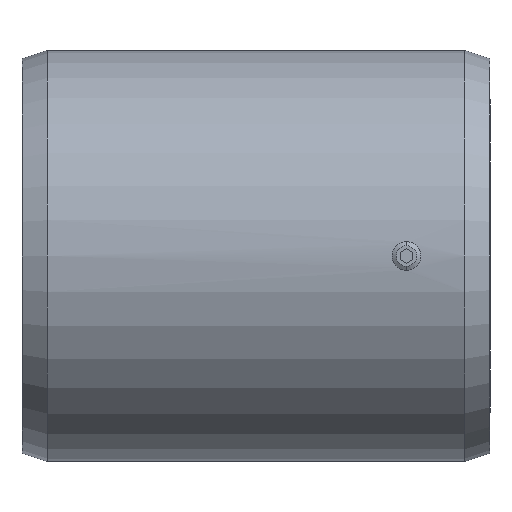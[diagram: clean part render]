
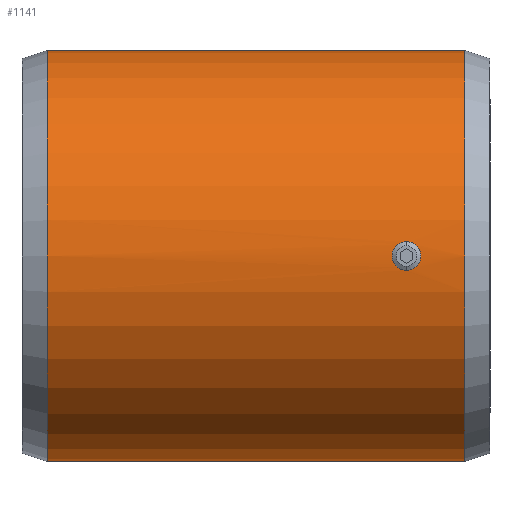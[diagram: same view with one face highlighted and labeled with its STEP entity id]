
A CAD part, front view. The second image highlights one B-rep face of the part: STEP entity #1141.
In plain terms, the highlighted cylindrical face has radius 24.606 mm (diameter 49.213 mm), a partial arc.
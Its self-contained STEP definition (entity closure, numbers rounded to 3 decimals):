
#7 = FACE_BOUND ( 'NONE', #207, .T. ) ;
#12 = CARTESIAN_POINT ( 'NONE',  ( 16.273, -24.606, 0.111 ) ) ;
#23 = DIRECTION ( 'NONE',  ( 0., 0., 1. ) ) ;
#32 = CARTESIAN_POINT ( 'NONE',  ( 18., -24.546, 1.727 ) ) ;
#83 = ORIENTED_EDGE ( 'NONE', *, *, #1160, .T. ) ;
#99 = CARTESIAN_POINT ( 'NONE',  ( 25., 0., -24.606 ) ) ;
#110 = CARTESIAN_POINT ( 'NONE',  ( 16.697, -24.58, 1.14 ) ) ;
#112 = ORIENTED_EDGE ( 'NONE', *, *, #444, .T. ) ;
#114 = AXIS2_PLACEMENT_3D ( 'NONE', #378, #1206, #689 ) ;
#115 = VERTEX_POINT ( 'NONE', #467 ) ;
#123 = CARTESIAN_POINT ( 'NONE',  ( 16.447, -24.595, 0.764 ) ) ;
#133 = CARTESIAN_POINT ( 'NONE',  ( 19.682, -24.603, 0.454 ) ) ;
#136 = CARTESIAN_POINT ( 'NONE',  ( 16.858, -24.572, 1.301 ) ) ;
#152 = CARTESIAN_POINT ( 'NONE',  ( 19.053, -24.568, 1.374 ) ) ;
#179 = CARTESIAN_POINT ( 'NONE',  ( 17.774, -24.546, -1.716 ) ) ;
#191 = CARTESIAN_POINT ( 'NONE',  ( 17.886, -24.546, -1.727 ) ) ;
#201 = CARTESIAN_POINT ( 'NONE',  ( 18., -24.546, 1.727 ) ) ;
#207 = EDGE_LOOP ( 'NONE', ( #83, #282 ) ) ;
#208 = CARTESIAN_POINT ( 'NONE',  ( 17.443, -24.552, -1.639 ) ) ;
#209 = EDGE_CURVE ( 'NONE', #763, #621, #1258, .T. ) ;
#213 = CARTESIAN_POINT ( 'NONE',  ( 28., 0., -24.606 ) ) ;
#227 = CARTESIAN_POINT ( 'NONE',  ( 16.361, -24.6, 0.555 ) ) ;
#228 = CARTESIAN_POINT ( 'NONE',  ( -25., 0., 24.606 ) ) ;
#233 = CARTESIAN_POINT ( 'NONE',  ( 17.234, -24.557, -1.552 ) ) ;
#236 = CARTESIAN_POINT ( 'NONE',  ( 25., 0., 0. ) ) ;
#252 = CARTESIAN_POINT ( 'NONE',  ( 19.716, -24.605, -0.226 ) ) ;
#273 = EDGE_CURVE ( 'NONE', #1062, #621, #1034, .T. ) ;
#274 = EDGE_CURVE ( 'NONE', #472, #763, #943, .T. ) ;
#279 = ORIENTED_EDGE ( 'NONE', *, *, #209, .T. ) ;
#282 = ORIENTED_EDGE ( 'NONE', *, *, #376, .T. ) ;
#306 = DIRECTION ( 'NONE',  ( -1., 0., 0. ) ) ;
#309 = VECTOR ( 'NONE', #1044, 1000. ) ;
#332 = CARTESIAN_POINT ( 'NONE',  ( 19.553, -24.595, -0.764 ) ) ;
#334 = CARTESIAN_POINT ( 'NONE',  ( 17.547, -24.549, 1.682 ) ) ;
#337 = CARTESIAN_POINT ( 'NONE',  ( 19.374, -24.584, -1.053 ) ) ;
#350 = CARTESIAN_POINT ( 'NONE',  ( 19.381, -24.584, 1.062 ) ) ;
#363 = CARTESIAN_POINT ( 'NONE',  ( 25., 0., 24.606 ) ) ;
#376 = EDGE_CURVE ( 'NONE', #115, #969, #1311, .T. ) ;
#378 = CARTESIAN_POINT ( 'NONE',  ( 28., 0., 0. ) ) ;
#404 = CARTESIAN_POINT ( 'NONE',  ( 16.858, -24.572, -1.301 ) ) ;
#411 = CARTESIAN_POINT ( 'NONE',  ( 16.318, -24.603, -0.454 ) ) ;
#432 = CARTESIAN_POINT ( 'NONE',  ( 18.865, -24.561, 1.499 ) ) ;
#444 = EDGE_CURVE ( 'NONE', #1062, #472, #695, .T. ) ;
#459 = ORIENTED_EDGE ( 'NONE', *, *, #273, .F. ) ;
#460 = CARTESIAN_POINT ( 'NONE',  ( -25., 0., 0. ) ) ;
#465 = ORIENTED_EDGE ( 'NONE', *, *, #274, .T. ) ;
#467 = CARTESIAN_POINT ( 'NONE',  ( 18., -24.546, 1.727 ) ) ;
#472 = VERTEX_POINT ( 'NONE', #363 ) ;
#518 = CARTESIAN_POINT ( 'NONE',  ( 18.766, -24.557, -1.552 ) ) ;
#523 = CARTESIAN_POINT ( 'NONE',  ( 17.553, -24.549, -1.672 ) ) ;
#529 = CARTESIAN_POINT ( 'NONE',  ( 16.947, -24.568, -1.374 ) ) ;
#532 = CARTESIAN_POINT ( 'NONE',  ( 18.766, -24.557, 1.552 ) ) ;
#540 = AXIS2_PLACEMENT_3D ( 'NONE', #460, #993, #1109 ) ;
#548 = CARTESIAN_POINT ( 'NONE',  ( 19.727, -24.606, 0.227 ) ) ;
#621 = VERTEX_POINT ( 'NONE', #717 ) ;
#641 = CARTESIAN_POINT ( 'NONE',  ( 18.447, -24.549, 1.672 ) ) ;
#642 = B_SPLINE_CURVE_WITH_KNOTS ( 'NONE', 3,
 ( #1103, #191, #179, #523, #208, #233, #826, #529, #404, #1140, #952, #411, #1052, #12, #1266, #1240, #227, #123, #945, #1057, #110, #136, #832, #1247, #1156, #334, #644, #32 ),
 .UNSPECIFIED., .F., .F.,
 ( 4, 2, 2, 2, 2, 2, 2, 2, 2, 2, 2, 2, 2, 4 ),
 ( 0., 0., 0.001, 0.001, 0.001, 0.002, 0.003, 0.003, 0.003, 0.004, 0.004, 0.004, 0.005, 0.005 ),
 .UNSPECIFIED. ) ;
#644 = CARTESIAN_POINT ( 'NONE',  ( 17.772, -24.546, 1.727 ) ) ;
#646 = DIRECTION ( 'NONE',  ( -1., 0., 0. ) ) ;
#655 = CARTESIAN_POINT ( 'NONE',  ( 19.142, -24.572, 1.301 ) ) ;
#689 = DIRECTION ( 'NONE',  ( 0., 0., 1. ) ) ;
#695 = CIRCLE ( 'NONE', #824, 24.606 ) ;
#716 = CYLINDRICAL_SURFACE ( 'NONE', #114, 24.606 ) ;
#717 = CARTESIAN_POINT ( 'NONE',  ( -25., 0., -24.606 ) ) ;
#742 = CARTESIAN_POINT ( 'NONE',  ( 18.557, -24.552, 1.639 ) ) ;
#748 = CARTESIAN_POINT ( 'NONE',  ( 19.142, -24.572, -1.301 ) ) ;
#754 = CARTESIAN_POINT ( 'NONE',  ( 18.453, -24.549, -1.682 ) ) ;
#763 = VERTEX_POINT ( 'NONE', #228 ) ;
#766 = CARTESIAN_POINT ( 'NONE',  ( 19.727, -24.606, -0.111 ) ) ;
#795 = EDGE_LOOP ( 'NONE', ( #459, #112, #465, #279 ) ) ;
#824 = AXIS2_PLACEMENT_3D ( 'NONE', #236, #646, #23 ) ;
#826 = CARTESIAN_POINT ( 'NONE',  ( 17.135, -24.561, -1.499 ) ) ;
#829 = CARTESIAN_POINT ( 'NONE',  ( 28., 0., 24.606 ) ) ;
#832 = CARTESIAN_POINT ( 'NONE',  ( 16.946, -24.568, 1.373 ) ) ;
#837 = CARTESIAN_POINT ( 'NONE',  ( 19.672, -24.602, -0.447 ) ) ;
#852 = CARTESIAN_POINT ( 'NONE',  ( 19.639, -24.6, -0.555 ) ) ;
#875 = CARTESIAN_POINT ( 'NONE',  ( 18., -24.546, -1.727 ) ) ;
#914 = CARTESIAN_POINT ( 'NONE',  ( 18.114, -24.546, 1.727 ) ) ;
#943 = LINE ( 'NONE', #829, #309 ) ;
#945 = CARTESIAN_POINT ( 'NONE',  ( 16.501, -24.591, 0.865 ) ) ;
#952 = CARTESIAN_POINT ( 'NONE',  ( 16.491, -24.592, -0.869 ) ) ;
#957 = CARTESIAN_POINT ( 'NONE',  ( 19.499, -24.591, -0.865 ) ) ;
#969 = VERTEX_POINT ( 'NONE', #875 ) ;
#993 = DIRECTION ( 'NONE',  ( 1., 0., 0. ) ) ;
#1022 = VECTOR ( 'NONE', #306, 1000. ) ;
#1025 = FACE_OUTER_BOUND ( 'NONE', #795, .T. ) ;
#1034 = LINE ( 'NONE', #213, #1022 ) ;
#1044 = DIRECTION ( 'NONE',  ( -1., 0., 0. ) ) ;
#1052 = CARTESIAN_POINT ( 'NONE',  ( 16.273, -24.606, -0.227 ) ) ;
#1055 = CARTESIAN_POINT ( 'NONE',  ( 19.509, -24.592, 0.869 ) ) ;
#1057 = CARTESIAN_POINT ( 'NONE',  ( 16.626, -24.584, 1.053 ) ) ;
#1062 = VERTEX_POINT ( 'NONE', #99 ) ;
#1103 = CARTESIAN_POINT ( 'NONE',  ( 18., -24.546, -1.727 ) ) ;
#1109 = DIRECTION ( 'NONE',  ( 0., 0., 1. ) ) ;
#1140 = CARTESIAN_POINT ( 'NONE',  ( 16.619, -24.584, -1.062 ) ) ;
#1141 = ADVANCED_FACE ( 'NONE', ( #1025, #7 ), #716, .T. ) ;
#1153 = CARTESIAN_POINT ( 'NONE',  ( 18.228, -24.546, -1.727 ) ) ;
#1156 = CARTESIAN_POINT ( 'NONE',  ( 17.234, -24.557, 1.552 ) ) ;
#1160 = EDGE_CURVE ( 'NONE', #969, #115, #642, .T. ) ;
#1167 = CARTESIAN_POINT ( 'NONE',  ( 19.054, -24.568, -1.373 ) ) ;
#1206 = DIRECTION ( 'NONE',  ( -1., 0., 0. ) ) ;
#1240 = CARTESIAN_POINT ( 'NONE',  ( 16.328, -24.602, 0.447 ) ) ;
#1247 = CARTESIAN_POINT ( 'NONE',  ( 17.133, -24.561, 1.498 ) ) ;
#1249 = CARTESIAN_POINT ( 'NONE',  ( 19.303, -24.58, -1.14 ) ) ;
#1257 = CARTESIAN_POINT ( 'NONE',  ( 18.867, -24.561, -1.498 ) ) ;
#1258 = CIRCLE ( 'NONE', #540, 24.606 ) ;
#1266 = CARTESIAN_POINT ( 'NONE',  ( 16.284, -24.605, 0.226 ) ) ;
#1269 = CARTESIAN_POINT ( 'NONE',  ( 18., -24.546, -1.727 ) ) ;
#1271 = CARTESIAN_POINT ( 'NONE',  ( 18.226, -24.546, 1.716 ) ) ;
#1311 = B_SPLINE_CURVE_WITH_KNOTS ( 'NONE', 3,
 ( #201, #914, #1271, #641, #742, #532, #432, #152, #655, #350, #1055, #133, #548, #766, #252, #837, #852, #332, #957, #337, #1249, #748, #1167, #1257, #518, #754, #1153, #1269 ),
 .UNSPECIFIED., .F., .F.,
 ( 4, 2, 2, 2, 2, 2, 2, 2, 2, 2, 2, 2, 2, 4 ),
 ( 0.005, 0.006, 0.006, 0.006, 0.007, 0.007, 0.008, 0.008, 0.009, 0.009, 0.009, 0.01, 0.01, 0.011 ),
 .UNSPECIFIED. ) ;
